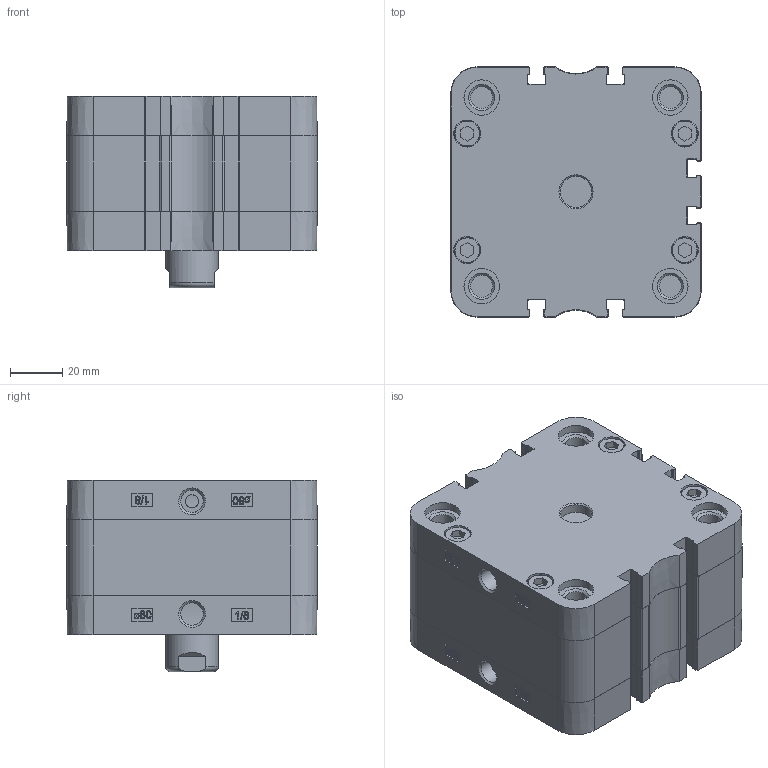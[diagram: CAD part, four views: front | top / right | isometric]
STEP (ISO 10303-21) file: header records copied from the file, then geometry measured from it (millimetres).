
FILE_DESCRIPTION((''),'2;1');
FILE_NAME('PSEM080.005.GS.F.stp','2014-02-06T13:56:48',('carlo.corazza'),(''),'Autodesk Inventor 2012','Autodesk Inventor 2012','');
FILE_SCHEMA(('AUTOMOTIVE_DESIGN { 1 0 10303 214 1 1 1 1 }'));
Length unit declared in the file: millimetre
Products named in the file (5): PSEM080..GS.F; CORPO-005; STELO-005; TA; TP
Assembly tree (4 placements, depth 2):
  PSEM080..GS.F
    CORPO-005
    STELO-005
    TA
    TP
Bounding box: 95.5 x 95.5 x 73 mm (x, y, z)
Volume: 358525.2 mm3; surface area: 87623 mm2
Topology: 4 solids, 4 shells, 730 faces, 1917 edges, 1263 vertices
Faces by surface type: plane 338, cylinder 200, bspline 130, cone 43, torus 19
Full cylindrical faces by diameter (mm): 5 x1, 8.376 x9, 8.566 x2, 9.8 x8, 10.106 x1, 10.3 x8, 12 x1, 13.5 x8, 20 x1, 20.6 x1, 21.9 x1, 23 x1, 25 x1, 80 x1
Entity records: 23395 total; most frequent: CARTESIAN_POINT 5807, ORIENTED_EDGE 3626, DIRECTION 3250, EDGE_CURVE 1813, VERTEX_POINT 1253, AXIS2_PLACEMENT_3D 1092, VECTOR 1066, LINE 1066
